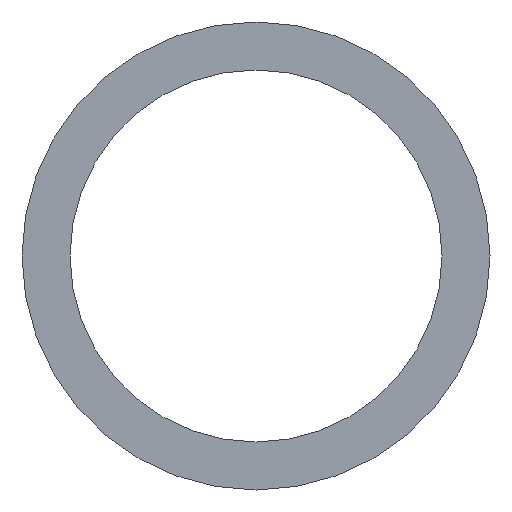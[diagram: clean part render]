
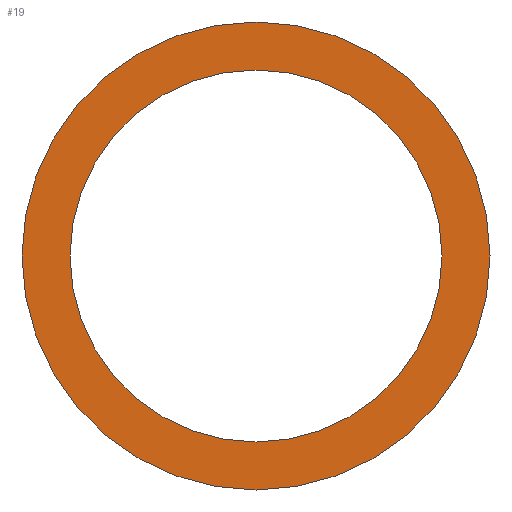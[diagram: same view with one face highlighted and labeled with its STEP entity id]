
A CAD part, left-side view. The second image highlights one B-rep face of the part: STEP entity #19.
In plain terms, the highlighted planar face has unit normal (-1, 0, 0).
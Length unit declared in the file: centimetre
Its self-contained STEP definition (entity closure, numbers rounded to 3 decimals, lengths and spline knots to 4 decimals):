
#1 = AXIS2_PLACEMENT_3D ( 'NONE', #30, #130, #134 ) ;
#3 = EDGE_CURVE ( 'NONE', #174, #86, #103, .T. ) ;
#7 = ORIENTED_EDGE ( 'NONE', *, *, #124, .F. ) ;
#8 = CARTESIAN_POINT ( 'NONE',  ( 0., -1.95, 0. ) ) ;
#9 = DIRECTION ( 'NONE',  ( -1., 0., 0. ) ) ;
#13 = CARTESIAN_POINT ( 'NONE',  ( 0., 0., 0. ) ) ;
#16 = DIRECTION ( 'NONE',  ( 0., 1., 0. ) ) ;
#19 = ADVANCED_FACE ( 'NONE', ( #73, #50 ), #154, .F. ) ;
#21 = AXIS2_PLACEMENT_3D ( 'NONE', #13, #89, #16 ) ;
#22 = CARTESIAN_POINT ( 'NONE',  ( 0., 0., 0. ) ) ;
#26 = AXIS2_PLACEMENT_3D ( 'NONE', #22, #64, #39 ) ;
#28 = VERTEX_POINT ( 'NONE', #36 ) ;
#30 = CARTESIAN_POINT ( 'NONE',  ( 0., 0., 0. ) ) ;
#36 = CARTESIAN_POINT ( 'NONE',  ( 0., 1.95, 0. ) ) ;
#38 = AXIS2_PLACEMENT_3D ( 'NONE', #46, #113, #131 ) ;
#39 = DIRECTION ( 'NONE',  ( 0., 1., 0. ) ) ;
#41 = CARTESIAN_POINT ( 'NONE',  ( 0., -1.55, 0. ) ) ;
#44 = EDGE_LOOP ( 'NONE', ( #7, #108 ) ) ;
#46 = CARTESIAN_POINT ( 'NONE',  ( 0., 0., 0. ) ) ;
#48 = CIRCLE ( 'NONE', #157, 1.55 ) ;
#50 = FACE_OUTER_BOUND ( 'NONE', #44, .T. ) ;
#57 = EDGE_LOOP ( 'NONE', ( #143, #97 ) ) ;
#61 = EDGE_CURVE ( 'NONE', #86, #174, #48, .T. ) ;
#64 = DIRECTION ( 'NONE',  ( 1., 0., 0. ) ) ;
#73 = FACE_BOUND ( 'NONE', #57, .T. ) ;
#86 = VERTEX_POINT ( 'NONE', #41 ) ;
#89 = DIRECTION ( 'NONE',  ( -1., 0., 0. ) ) ;
#94 = VERTEX_POINT ( 'NONE', #8 ) ;
#96 = CARTESIAN_POINT ( 'NONE',  ( 0., 0., 0. ) ) ;
#97 = ORIENTED_EDGE ( 'NONE', *, *, #61, .F. ) ;
#103 = CIRCLE ( 'NONE', #21, 1.55 ) ;
#108 = ORIENTED_EDGE ( 'NONE', *, *, #114, .F. ) ;
#113 = DIRECTION ( 'NONE',  ( 1., 0., 0. ) ) ;
#114 = EDGE_CURVE ( 'NONE', #94, #28, #123, .T. ) ;
#116 = DIRECTION ( 'NONE',  ( 0., 1., 0. ) ) ;
#121 = CIRCLE ( 'NONE', #1, 1.95 ) ;
#123 = CIRCLE ( 'NONE', #38, 1.95 ) ;
#124 = EDGE_CURVE ( 'NONE', #28, #94, #121, .T. ) ;
#130 = DIRECTION ( 'NONE',  ( 1., 0., 0. ) ) ;
#131 = DIRECTION ( 'NONE',  ( 0., 1., 0. ) ) ;
#134 = DIRECTION ( 'NONE',  ( 0., 1., 0. ) ) ;
#143 = ORIENTED_EDGE ( 'NONE', *, *, #3, .F. ) ;
#154 = PLANE ( 'NONE',  #26 ) ;
#157 = AXIS2_PLACEMENT_3D ( 'NONE', #96, #9, #116 ) ;
#174 = VERTEX_POINT ( 'NONE', #196 ) ;
#196 = CARTESIAN_POINT ( 'NONE',  ( 0., 1.55, 0. ) ) ;
